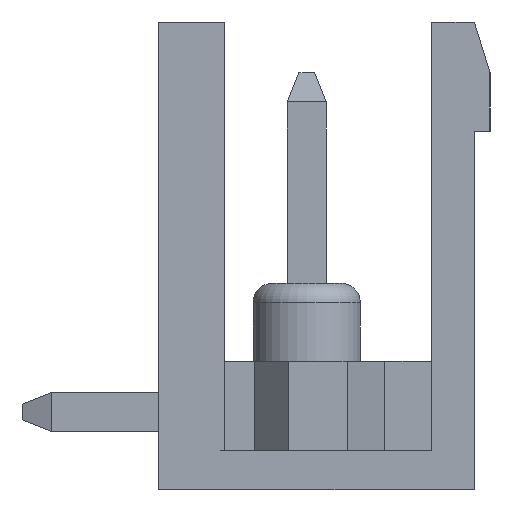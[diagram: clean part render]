
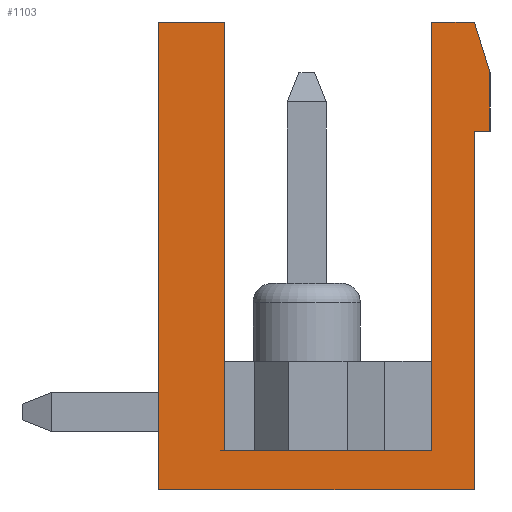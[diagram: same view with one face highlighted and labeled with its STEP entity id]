
A CAD part, left-side view. The second image highlights one B-rep face of the part: STEP entity #1103.
In plain terms, the highlighted planar face has unit normal (-1, 0, 0).
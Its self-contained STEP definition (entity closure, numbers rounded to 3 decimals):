
#1103 = ADVANCED_FACE( '', ( #2593 ), #2594, .F. );
#2593 = FACE_OUTER_BOUND( '', #4557, .T. );
#2594 = PLANE( '', #4558 );
#4557 = EDGE_LOOP( '', ( #7381, #7382, #7383, #7384, #7385, #7386, #7387, #7388, #7389, #7390, #7391 ) );
#4558 = AXIS2_PLACEMENT_3D( '', #7392, #7393, #7394 );
#7381 = ORIENTED_EDGE( '', *, *, #12956, .T. );
#7382 = ORIENTED_EDGE( '', *, *, #12957, .F. );
#7383 = ORIENTED_EDGE( '', *, *, #12958, .F. );
#7384 = ORIENTED_EDGE( '', *, *, #12959, .F. );
#7385 = ORIENTED_EDGE( '', *, *, #12960, .T. );
#7386 = ORIENTED_EDGE( '', *, *, #12910, .F. );
#7387 = ORIENTED_EDGE( '', *, *, #12628, .F. );
#7388 = ORIENTED_EDGE( '', *, *, #12961, .F. );
#7389 = ORIENTED_EDGE( '', *, *, #12962, .T. );
#7390 = ORIENTED_EDGE( '', *, *, #12963, .T. );
#7391 = ORIENTED_EDGE( '', *, *, #12964, .F. );
#7392 = CARTESIAN_POINT( '', ( -45.72, 0., 0. ) );
#7393 = DIRECTION( '', ( 1., 0., 0. ) );
#7394 = DIRECTION( '', ( 0., 0., -1. ) );
#12628 = EDGE_CURVE( '', #15403, #15404, #15405, .T. );
#12910 = EDGE_CURVE( '', #15404, #15888, #15889, .T. );
#12956 = EDGE_CURVE( '', #15969, #15970, #15971, .T. );
#12957 = EDGE_CURVE( '', #15972, #15970, #15973, .T. );
#12958 = EDGE_CURVE( '', #15974, #15972, #15975, .T. );
#12959 = EDGE_CURVE( '', #15976, #15974, #15977, .T. );
#12960 = EDGE_CURVE( '', #15976, #15888, #15978, .T. );
#12961 = EDGE_CURVE( '', #15979, #15403, #15980, .T. );
#12962 = EDGE_CURVE( '', #15979, #15981, #15982, .T. );
#12963 = EDGE_CURVE( '', #15981, #15983, #15984, .T. );
#12964 = EDGE_CURVE( '', #15969, #15983, #15985, .T. );
#15403 = VERTEX_POINT( '', #19342 );
#15404 = VERTEX_POINT( '', #19343 );
#15405 = LINE( '', #19344, #19345 );
#15888 = VERTEX_POINT( '', #20059 );
#15889 = LINE( '', #20060, #20061 );
#15969 = VERTEX_POINT( '', #20166 );
#15970 = VERTEX_POINT( '', #20167 );
#15971 = LINE( '', #20168, #20169 );
#15972 = VERTEX_POINT( '', #20170 );
#15973 = LINE( '', #20171, #20172 );
#15974 = VERTEX_POINT( '', #20173 );
#15975 = LINE( '', #20174, #20175 );
#15976 = VERTEX_POINT( '', #20176 );
#15977 = LINE( '', #20177, #20178 );
#15978 = LINE( '', #20179, #20180 );
#15979 = VERTEX_POINT( '', #20181 );
#15980 = LINE( '', #20182, #20183 );
#15981 = VERTEX_POINT( '', #20184 );
#15982 = LINE( '', #20185, #20186 );
#15983 = VERTEX_POINT( '', #20187 );
#15984 = LINE( '', #20188, #20189 );
#15985 = LINE( '', #20190, #20191 );
#19342 = CARTESIAN_POINT( '', ( -45.72, 4.05, -6. ) );
#19343 = CARTESIAN_POINT( '', ( -45.72, 4.05, 6. ) );
#19344 = CARTESIAN_POINT( '', ( -45.72, 4.05, -6. ) );
#19345 = VECTOR( '', #23806, 1000. );
#20059 = CARTESIAN_POINT( '', ( -45.72, 2.35, 6. ) );
#20060 = CARTESIAN_POINT( '', ( -45.72, 4.05, 6. ) );
#20061 = VECTOR( '', #24068, 1000. );
#20166 = CARTESIAN_POINT( '', ( -45.72, -4.45, 4.7 ) );
#20167 = CARTESIAN_POINT( '', ( -45.72, -4.05, 6. ) );
#20168 = CARTESIAN_POINT( '', ( -45.72, -4.45, 4.7 ) );
#20169 = VECTOR( '', #24142, 1000. );
#20170 = CARTESIAN_POINT( '', ( -45.72, -2.95, 6. ) );
#20171 = CARTESIAN_POINT( '', ( -45.72, 4.05, 6. ) );
#20172 = VECTOR( '', #24143, 1000. );
#20173 = CARTESIAN_POINT( '', ( -45.72, -2.95, -5. ) );
#20174 = CARTESIAN_POINT( '', ( -45.72, -2.95, -5. ) );
#20175 = VECTOR( '', #24144, 1000. );
#20176 = CARTESIAN_POINT( '', ( -45.72, 2.35, -5. ) );
#20177 = CARTESIAN_POINT( '', ( -45.72, 2.35, -5. ) );
#20178 = VECTOR( '', #24145, 1000. );
#20179 = CARTESIAN_POINT( '', ( -45.72, 2.35, -5. ) );
#20180 = VECTOR( '', #24146, 1000. );
#20181 = CARTESIAN_POINT( '', ( -45.72, -4.05, -6. ) );
#20182 = CARTESIAN_POINT( '', ( -45.72, -4.45, -6. ) );
#20183 = VECTOR( '', #24147, 1000. );
#20184 = CARTESIAN_POINT( '', ( -45.72, -4.05, 3.2 ) );
#20185 = CARTESIAN_POINT( '', ( -45.72, -4.05, -6. ) );
#20186 = VECTOR( '', #24148, 1000. );
#20187 = CARTESIAN_POINT( '', ( -45.72, -4.45, 3.2 ) );
#20188 = CARTESIAN_POINT( '', ( -45.72, -4.05, 3.2 ) );
#20189 = VECTOR( '', #24149, 1000. );
#20190 = CARTESIAN_POINT( '', ( -45.72, -4.45, 6. ) );
#20191 = VECTOR( '', #24150, 1000. );
#23806 = DIRECTION( '', ( 0., 0., 1. ) );
#24068 = DIRECTION( '', ( 0., -1., 0. ) );
#24142 = DIRECTION( '', ( 0., 0.294, 0.956 ) );
#24143 = DIRECTION( '', ( 0., -1., 0. ) );
#24144 = DIRECTION( '', ( 0., 0., 1. ) );
#24145 = DIRECTION( '', ( 0., -1., 0. ) );
#24146 = DIRECTION( '', ( 0., 0., 1. ) );
#24147 = DIRECTION( '', ( 0., 1., 0. ) );
#24148 = DIRECTION( '', ( 0., 0., 1. ) );
#24149 = DIRECTION( '', ( 0., -1., 0. ) );
#24150 = DIRECTION( '', ( 0., 0., -1. ) );
